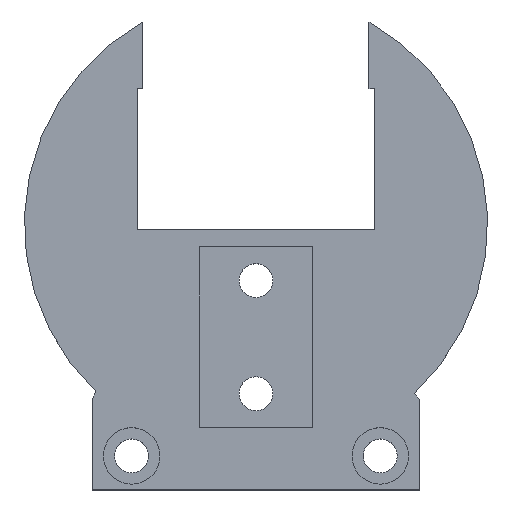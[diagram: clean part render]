
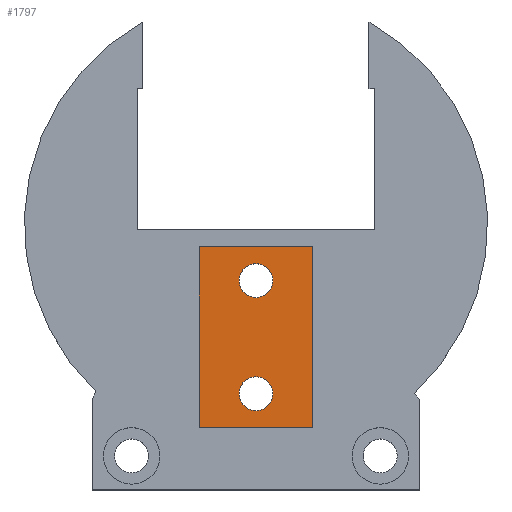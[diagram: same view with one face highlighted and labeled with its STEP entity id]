
A CAD part, top view. The second image highlights one B-rep face of the part: STEP entity #1797.
In plain terms, the highlighted planar face has unit normal (0, 0, 1).
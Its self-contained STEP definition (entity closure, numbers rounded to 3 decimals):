
#29=FACE_BOUND('',#268,.T.);
#30=FACE_BOUND('',#269,.T.);
#75=PLANE('',#1950);
#158=FACE_OUTER_BOUND('',#267,.T.);
#267=EDGE_LOOP('',(#1458,#1459,#1460,#1461));
#268=EDGE_LOOP('',(#1462));
#269=EDGE_LOOP('',(#1463));
#422=LINE('',#2807,#622);
#425=LINE('',#2813,#625);
#438=LINE('',#2838,#638);
#441=LINE('',#2842,#641);
#622=VECTOR('',#2277,10.);
#625=VECTOR('',#2282,10.);
#638=VECTOR('',#2305,10.);
#641=VECTOR('',#2310,10.);
#764=CIRCLE('',#1933,1.5);
#766=CIRCLE('',#1938,1.5);
#871=VERTEX_POINT('',#2761);
#880=VERTEX_POINT('',#2784);
#886=VERTEX_POINT('',#2804);
#887=VERTEX_POINT('',#2806);
#889=VERTEX_POINT('',#2812);
#896=VERTEX_POINT('',#2837);
#1067=EDGE_CURVE('',#871,#871,#764,.T.);
#1078=EDGE_CURVE('',#880,#880,#766,.T.);
#1089=EDGE_CURVE('',#887,#886,#422,.T.);
#1092=EDGE_CURVE('',#889,#887,#425,.T.);
#1105=EDGE_CURVE('',#896,#889,#438,.T.);
#1108=EDGE_CURVE('',#886,#896,#441,.T.);
#1458=ORIENTED_EDGE('',*,*,#1089,.T.);
#1459=ORIENTED_EDGE('',*,*,#1108,.T.);
#1460=ORIENTED_EDGE('',*,*,#1105,.T.);
#1461=ORIENTED_EDGE('',*,*,#1092,.T.);
#1462=ORIENTED_EDGE('',*,*,#1067,.T.);
#1463=ORIENTED_EDGE('',*,*,#1078,.T.);
#1797=ADVANCED_FACE('',(#158,#29,#30),#75,.T.);
#1933=AXIS2_PLACEMENT_3D('',#2762,#2238,#2239);
#1938=AXIS2_PLACEMENT_3D('',#2785,#2257,#2258);
#1950=AXIS2_PLACEMENT_3D('',#2843,#2311,#2312);
#2238=DIRECTION('center_axis',(0.,0.,-1.));
#2239=DIRECTION('ref_axis',(-1.,0.,0.));
#2257=DIRECTION('center_axis',(0.,0.,-1.));
#2258=DIRECTION('ref_axis',(-1.,0.,0.));
#2277=DIRECTION('',(1.,0.,0.));
#2282=DIRECTION('',(0.,-1.,0.));
#2305=DIRECTION('',(-1.,0.,0.));
#2310=DIRECTION('',(0.,1.,0.));
#2311=DIRECTION('center_axis',(0.,0.,1.));
#2312=DIRECTION('ref_axis',(1.,0.,0.));
#2761=CARTESIAN_POINT('',(1.5,-15.,5.));
#2762=CARTESIAN_POINT('Origin',(0.,-15.,5.));
#2784=CARTESIAN_POINT('',(1.5,-5.,5.));
#2785=CARTESIAN_POINT('Origin',(0.,-5.,5.));
#2804=CARTESIAN_POINT('',(5.,-18.,5.));
#2806=CARTESIAN_POINT('',(-5.,-18.,5.));
#2807=CARTESIAN_POINT('',(-5.,-18.,5.));
#2812=CARTESIAN_POINT('',(-5.,-2.,5.));
#2813=CARTESIAN_POINT('',(-5.,-10.,5.));
#2837=CARTESIAN_POINT('',(5.,-2.,5.));
#2838=CARTESIAN_POINT('',(-5.,-2.,5.));
#2842=CARTESIAN_POINT('',(5.,-18.,5.));
#2843=CARTESIAN_POINT('Origin',(0.,-10.,5.));
